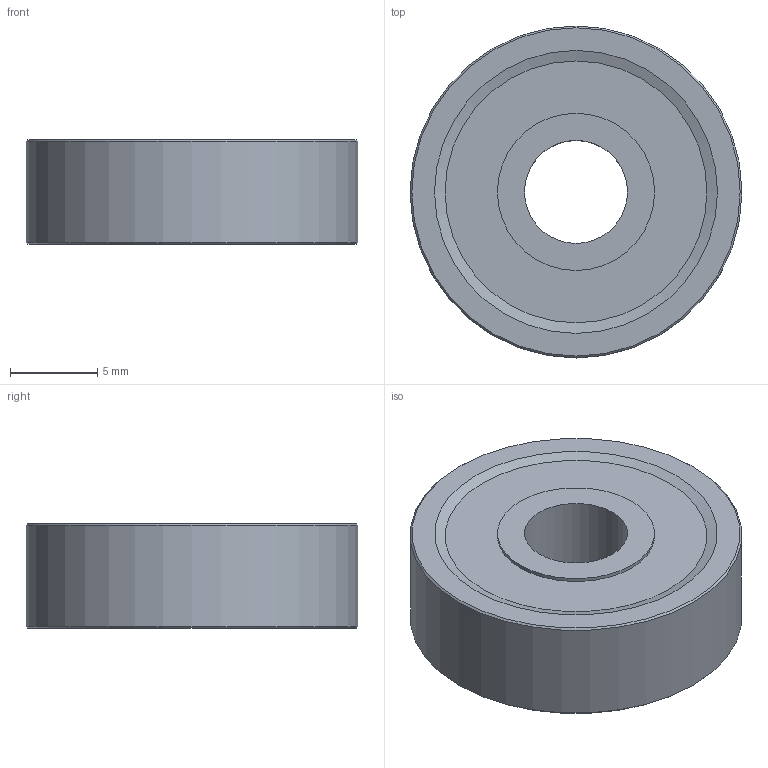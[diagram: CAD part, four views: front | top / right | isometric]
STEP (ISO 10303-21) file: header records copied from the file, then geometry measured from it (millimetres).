
FILE_DESCRIPTION(('FreeCAD Model'),'2;1');
FILE_NAME('Roulement-6X19x6.step','2015-09-08T18:32:26',('Author'),(''), 'Open CASCADE STEP processor 6.8','FreeCAD','Unknown');
FILE_SCHEMA(('AUTOMOTIVE_DESIGN_CC2 { 1 2 10303 214 -1 1 5 4 }'));
Length unit declared in the file: millimetre
Products named in the file (1): Revolution
Bounding box: 19 x 19 x 6 mm (x, y, z)
Volume: 1485.5 mm3; surface area: 989.2 mm2
Topology: 1 solids, 1 shells, 14 faces, 22 edges, 14 vertices
Faces by surface type: plane 6, cylinder 4, cone 4
Full cylindrical faces by diameter (mm): 5.9 x1, 9 x2, 19 x1
Entity records: 635 total; most frequent: DIRECTION 110, CARTESIAN_POINT 95, ORIENTED_EDGE 44, PCURVE 44, DEFINITIONAL_REPRESENTATION 44, LINE 40, VECTOR 40, AXIS2_PLACEMENT_3D 29
